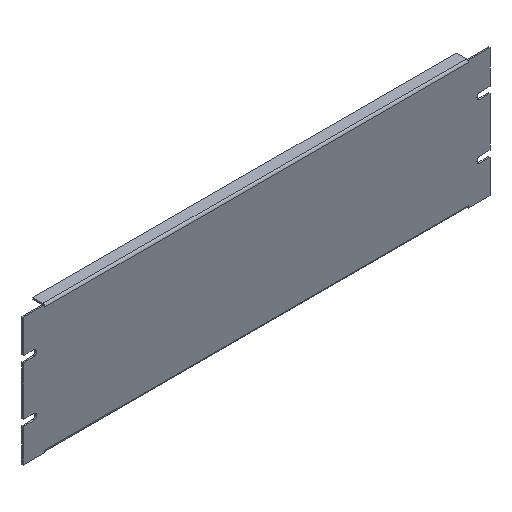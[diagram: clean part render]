
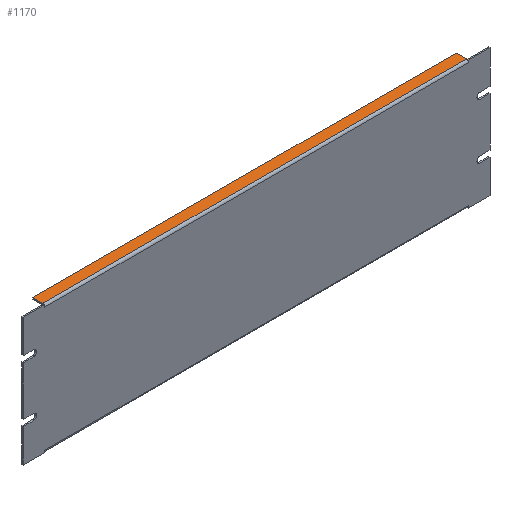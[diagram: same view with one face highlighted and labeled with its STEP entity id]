
A CAD part, isometric view. The second image highlights one B-rep face of the part: STEP entity #1170.
In plain terms, the highlighted planar face has unit normal (0, 0, 1).
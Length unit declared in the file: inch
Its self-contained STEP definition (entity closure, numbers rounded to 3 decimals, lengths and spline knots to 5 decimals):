
#43 = CARTESIAN_POINT ( 'NONE',  ( 8.625, 0.5, 2.609 ) ) ;
#49 = DIRECTION ( 'NONE',  ( 0., 1., 0. ) ) ;
#82 = VERTEX_POINT ( 'NONE', #1332 ) ;
#254 = PLANE ( 'NONE',  #925 ) ;
#270 = LINE ( 'NONE', #734, #1206 ) ;
#290 = LINE ( 'NONE', #1101, #1204 ) ;
#297 = ORIENTED_EDGE ( 'NONE', *, *, #1309, .F. ) ;
#307 = VECTOR ( 'NONE', #813, 39.37008 ) ;
#326 = VECTOR ( 'NONE', #597, 39.37008 ) ;
#517 = ORIENTED_EDGE ( 'NONE', *, *, #1167, .T. ) ;
#539 = ORIENTED_EDGE ( 'NONE', *, *, #900, .T. ) ;
#587 = DIRECTION ( 'NONE',  ( 0., 1., 0. ) ) ;
#597 = DIRECTION ( 'NONE',  ( -1., 0., 0. ) ) ;
#602 = ORIENTED_EDGE ( 'NONE', *, *, #1221, .T. ) ;
#684 = LINE ( 'NONE', #1256, #307 ) ;
#734 = CARTESIAN_POINT ( 'NONE',  ( -8.625, 0.04648, 2.609 ) ) ;
#741 = EDGE_LOOP ( 'NONE', ( #539, #517, #602, #297 ) ) ;
#760 = VERTEX_POINT ( 'NONE', #822 ) ;
#813 = DIRECTION ( 'NONE',  ( -1., 0., 0. ) ) ;
#822 = CARTESIAN_POINT ( 'NONE',  ( -8.625, 0.086, 2.609 ) ) ;
#900 = EDGE_CURVE ( 'NONE', #1116, #1209, #290, .T. ) ;
#925 = AXIS2_PLACEMENT_3D ( 'NONE', #1278, #1053, #587 ) ;
#1053 = DIRECTION ( 'NONE',  ( 0., 0., -1. ) ) ;
#1087 = CARTESIAN_POINT ( 'NONE',  ( 8.625, 0.5, 2.609 ) ) ;
#1101 = CARTESIAN_POINT ( 'NONE',  ( 8.625, 0.04648, 2.609 ) ) ;
#1116 = VERTEX_POINT ( 'NONE', #1284 ) ;
#1167 = EDGE_CURVE ( 'NONE', #1209, #82, #1293, .T. ) ;
#1170 = ADVANCED_FACE ( 'NONE', ( #1189 ), #254, .F. ) ;
#1189 = FACE_OUTER_BOUND ( 'NONE', #741, .T. ) ;
#1196 = DIRECTION ( 'NONE',  ( 0., -1., 0. ) ) ;
#1204 = VECTOR ( 'NONE', #49, 39.37008 ) ;
#1206 = VECTOR ( 'NONE', #1196, 39.37008 ) ;
#1209 = VERTEX_POINT ( 'NONE', #1087 ) ;
#1221 = EDGE_CURVE ( 'NONE', #82, #760, #270, .T. ) ;
#1256 = CARTESIAN_POINT ( 'NONE',  ( 8.625, 0.086, 2.609 ) ) ;
#1278 = CARTESIAN_POINT ( 'NONE',  ( 8.625, 0.04648, 2.609 ) ) ;
#1284 = CARTESIAN_POINT ( 'NONE',  ( 8.625, 0.086, 2.609 ) ) ;
#1293 = LINE ( 'NONE', #43, #326 ) ;
#1309 = EDGE_CURVE ( 'NONE', #1116, #760, #684, .T. ) ;
#1332 = CARTESIAN_POINT ( 'NONE',  ( -8.625, 0.5, 2.609 ) ) ;
